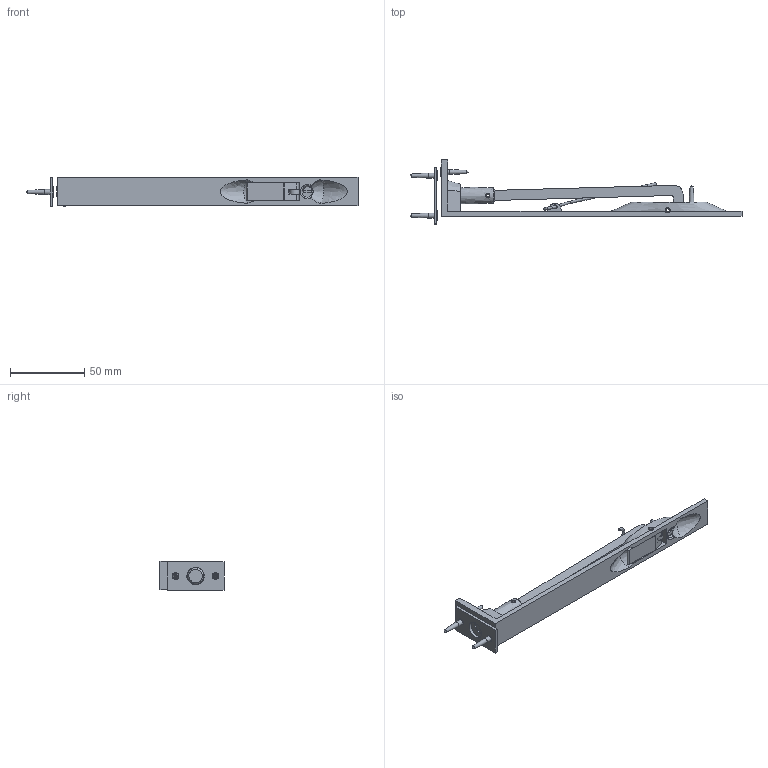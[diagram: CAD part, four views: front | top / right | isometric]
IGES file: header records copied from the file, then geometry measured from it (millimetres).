
Global section: file name: P7351-B; native system: Autodesk Inventor 2018; preprocessor: unknown; author: sbajwa; date: 20180911.150141; units: millimetre
Bounding box: 223.68 x 43.12 x 19.73 mm (x, y, z)
Volume: 28430.9 mm3; surface area: 22189 mm2
Topology: 13 solids, 13 shells, 171 faces, 462 edges, 315 vertices
Faces by surface type: bspline 171
